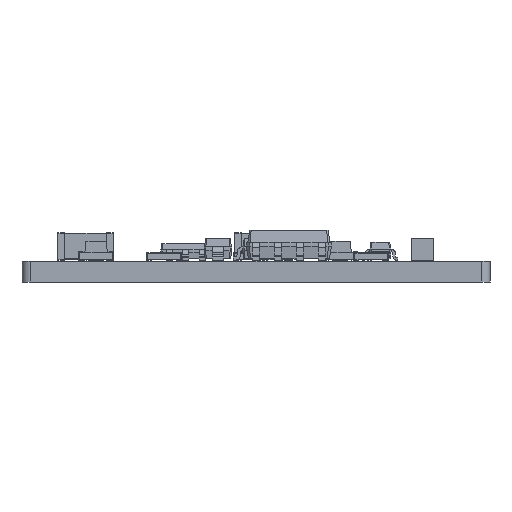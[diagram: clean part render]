
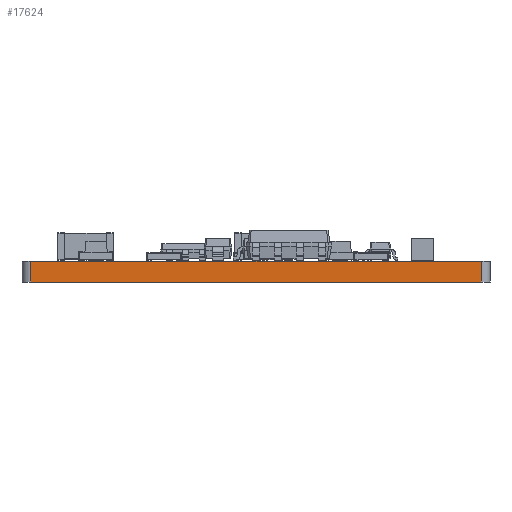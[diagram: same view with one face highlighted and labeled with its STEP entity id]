
A CAD part, left-side view. The second image highlights one B-rep face of the part: STEP entity #17624.
In plain terms, the highlighted planar face has unit normal (-1, 0, 0).
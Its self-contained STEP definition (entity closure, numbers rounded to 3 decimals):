
#16760 = VERTEX_POINT('',#16761);
#16761 = CARTESIAN_POINT('',(-1.5,-13.,0.));
#16768 = EDGE_CURVE('',#16760,#16769,#16771,.T.);
#16769 = VERTEX_POINT('',#16770);
#16770 = CARTESIAN_POINT('',(-1.5,13.,0.));
#16771 = LINE('',#16772,#16773);
#16772 = CARTESIAN_POINT('',(-1.5,-13.,0.));
#16773 = VECTOR('',#16774,1.);
#16774 = DIRECTION('',(0.,1.,0.));
#17187 = VERTEX_POINT('',#17188);
#17188 = CARTESIAN_POINT('',(-1.5,-13.,1.2));
#17195 = EDGE_CURVE('',#17187,#17196,#17198,.T.);
#17196 = VERTEX_POINT('',#17197);
#17197 = CARTESIAN_POINT('',(-1.5,13.,1.2));
#17198 = LINE('',#17199,#17200);
#17199 = CARTESIAN_POINT('',(-1.5,-13.,1.2));
#17200 = VECTOR('',#17201,1.);
#17201 = DIRECTION('',(0.,1.,0.));
#17594 = EDGE_CURVE('',#16769,#17196,#17595,.T.);
#17595 = LINE('',#17596,#17597);
#17596 = CARTESIAN_POINT('',(-1.5,13.,0.));
#17597 = VECTOR('',#17598,1.);
#17598 = DIRECTION('',(0.,0.,1.));
#17624 = ADVANCED_FACE('',(#17625),#17636,.T.);
#17625 = FACE_BOUND('',#17626,.T.);
#17626 = EDGE_LOOP('',(#17627,#17633,#17634,#17635));
#17627 = ORIENTED_EDGE('',*,*,#17628,.T.);
#17628 = EDGE_CURVE('',#16760,#17187,#17629,.T.);
#17629 = LINE('',#17630,#17631);
#17630 = CARTESIAN_POINT('',(-1.5,-13.,0.));
#17631 = VECTOR('',#17632,1.);
#17632 = DIRECTION('',(0.,0.,1.));
#17633 = ORIENTED_EDGE('',*,*,#17195,.T.);
#17634 = ORIENTED_EDGE('',*,*,#17594,.F.);
#17635 = ORIENTED_EDGE('',*,*,#16768,.F.);
#17636 = PLANE('',#17637);
#17637 = AXIS2_PLACEMENT_3D('',#17638,#17639,#17640);
#17638 = CARTESIAN_POINT('',(-1.5,-13.,0.));
#17639 = DIRECTION('',(-1.,0.,0.));
#17640 = DIRECTION('',(0.,1.,0.));
